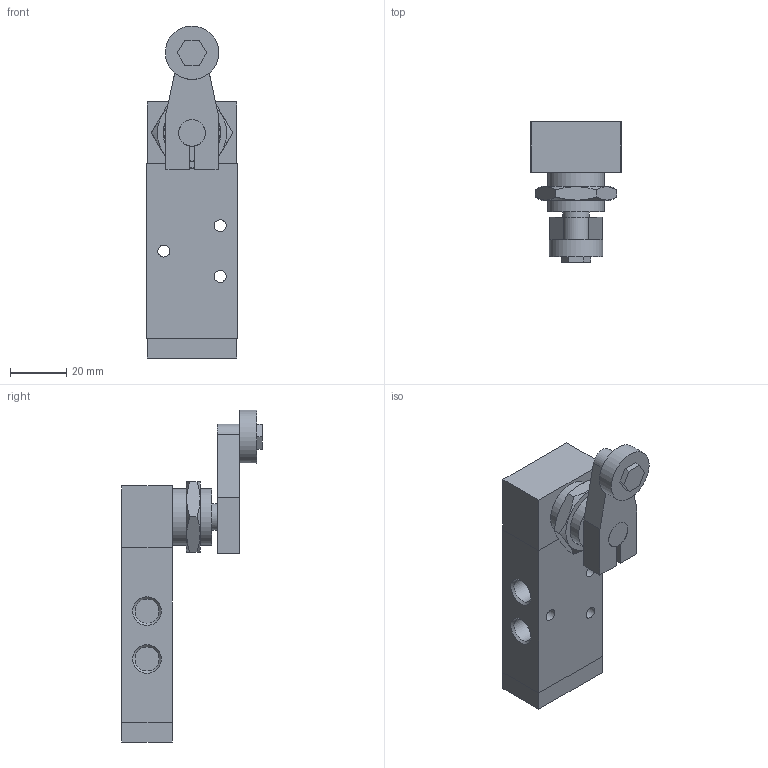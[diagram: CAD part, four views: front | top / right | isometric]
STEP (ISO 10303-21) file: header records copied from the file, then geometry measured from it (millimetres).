
FILE_DESCRIPTION((''),'2;1');
FILE_NAME('228_52_4_1.stp','2006-12-19T11:41:36',('rivolro1'),(''),'Autodesk Inventor 11','Autodesk Inventor 11','');
FILE_SCHEMA(('AUTOMOTIVE_DESIGN { 1 0 10303 214 1 1 1 1 }'));
Length unit declared in the file: millimetre
Products named in the file (3): 228_52_4_1; 614-009
Assembly tree (2 placements, depth 2):
  228_52_4_1
    228_52_4_1
    614-009
Bounding box: 32 x 49.99 x 118 mm (x, y, z)
Volume: 62236.7 mm3; surface area: 17481.4 mm2
Topology: 3 solids, 3 shells, 75 faces, 166 edges, 106 vertices
Faces by surface type: plane 46, bspline 16, cylinder 9, cone 4
Full cylindrical faces by diameter (mm): 4.25 x3, 9.48 x1, 9.5 x1, 19 x1, 20 x1
Entity records: 2142 total; most frequent: CARTESIAN_POINT 550, DIRECTION 298, ORIENTED_EDGE 282, EDGE_CURVE 141, EDGE_LOOP 116, AXIS2_PLACEMENT_3D 105, VERTEX_POINT 103, VECTOR 88
